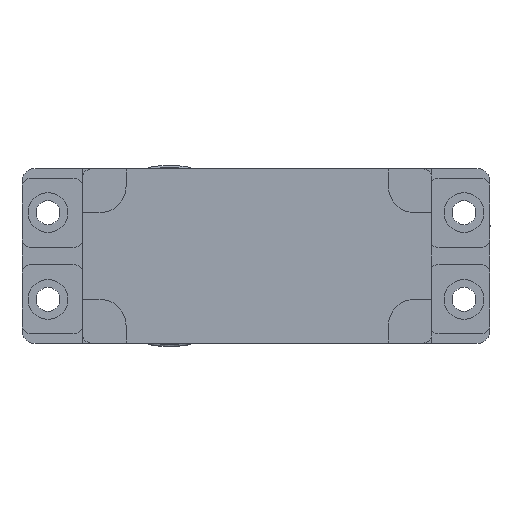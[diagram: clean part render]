
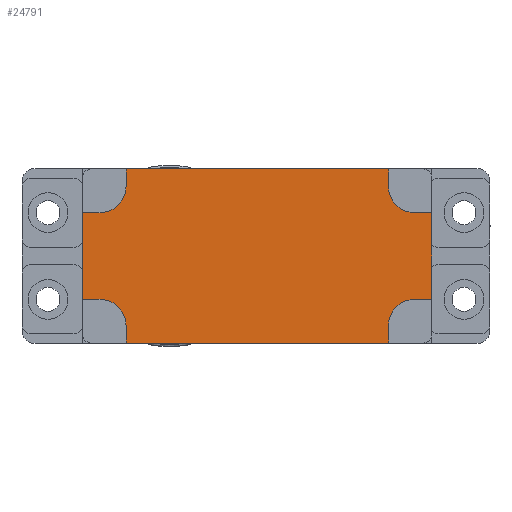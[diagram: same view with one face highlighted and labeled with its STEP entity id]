
A CAD part, front view. The second image highlights one B-rep face of the part: STEP entity #24791.
In plain terms, the highlighted planar face has unit normal (0, -1, 0).
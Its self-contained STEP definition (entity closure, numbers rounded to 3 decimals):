
#1792=CIRCLE('',#28131,3.);
#1793=CIRCLE('',#28132,3.);
#1794=CIRCLE('',#28133,3.);
#1795=CIRCLE('',#28134,3.);
#3600=LINE('',#41650,#5877);
#3601=LINE('',#41652,#5878);
#3602=LINE('',#41654,#5879);
#3603=LINE('',#41658,#5880);
#3604=LINE('',#41660,#5881);
#3605=LINE('',#41662,#5882);
#3606=LINE('',#41666,#5883);
#3607=LINE('',#41668,#5884);
#3608=LINE('',#41670,#5885);
#3609=LINE('',#41674,#5886);
#3610=LINE('',#41676,#5887);
#3611=LINE('',#41678,#5888);
#5877=VECTOR('',#33237,2.05);
#5878=VECTOR('',#33238,30.3);
#5879=VECTOR('',#33239,2.05);
#5880=VECTOR('',#33242,2.);
#5881=VECTOR('',#33243,10.);
#5882=VECTOR('',#33244,2.);
#5883=VECTOR('',#33247,2.05);
#5884=VECTOR('',#33248,30.3);
#5885=VECTOR('',#33249,2.05);
#5886=VECTOR('',#33252,2.);
#5887=VECTOR('',#33253,10.);
#5888=VECTOR('',#33254,2.);
#7525=FACE_OUTER_BOUND('',#8412,.T.);
#8412=EDGE_LOOP('',(#19991,#19992,#19993,#19994,#19995,#19996,#19997,#19998,
#19999,#20000,#20001,#20002,#20003,#20004,#20005,#20006));
#11250=VERTEX_POINT('',#41648);
#11251=VERTEX_POINT('',#41649);
#11252=VERTEX_POINT('',#41651);
#11253=VERTEX_POINT('',#41653);
#11254=VERTEX_POINT('',#41655);
#11255=VERTEX_POINT('',#41657);
#11256=VERTEX_POINT('',#41659);
#11257=VERTEX_POINT('',#41661);
#11258=VERTEX_POINT('',#41663);
#11259=VERTEX_POINT('',#41665);
#11260=VERTEX_POINT('',#41667);
#11261=VERTEX_POINT('',#41669);
#11262=VERTEX_POINT('',#41671);
#11263=VERTEX_POINT('',#41673);
#11264=VERTEX_POINT('',#41675);
#11265=VERTEX_POINT('',#41677);
#15571=EDGE_CURVE('',#11250,#11251,#3600,.T.);
#15572=EDGE_CURVE('',#11251,#11252,#3601,.T.);
#15573=EDGE_CURVE('',#11252,#11253,#3602,.T.);
#15574=EDGE_CURVE('',#11253,#11254,#1792,.T.);
#15575=EDGE_CURVE('',#11254,#11255,#3603,.T.);
#15576=EDGE_CURVE('',#11255,#11256,#3604,.T.);
#15577=EDGE_CURVE('',#11256,#11257,#3605,.T.);
#15578=EDGE_CURVE('',#11257,#11258,#1793,.T.);
#15579=EDGE_CURVE('',#11258,#11259,#3606,.T.);
#15580=EDGE_CURVE('',#11259,#11260,#3607,.T.);
#15581=EDGE_CURVE('',#11260,#11261,#3608,.T.);
#15582=EDGE_CURVE('',#11261,#11262,#1794,.T.);
#15583=EDGE_CURVE('',#11262,#11263,#3609,.T.);
#15584=EDGE_CURVE('',#11263,#11264,#3610,.T.);
#15585=EDGE_CURVE('',#11264,#11265,#3611,.T.);
#15586=EDGE_CURVE('',#11265,#11250,#1795,.T.);
#19991=ORIENTED_EDGE('',*,*,#15571,.T.);
#19992=ORIENTED_EDGE('',*,*,#15572,.T.);
#19993=ORIENTED_EDGE('',*,*,#15573,.T.);
#19994=ORIENTED_EDGE('',*,*,#15574,.T.);
#19995=ORIENTED_EDGE('',*,*,#15575,.T.);
#19996=ORIENTED_EDGE('',*,*,#15576,.T.);
#19997=ORIENTED_EDGE('',*,*,#15577,.T.);
#19998=ORIENTED_EDGE('',*,*,#15578,.T.);
#19999=ORIENTED_EDGE('',*,*,#15579,.T.);
#20000=ORIENTED_EDGE('',*,*,#15580,.T.);
#20001=ORIENTED_EDGE('',*,*,#15581,.T.);
#20002=ORIENTED_EDGE('',*,*,#15582,.T.);
#20003=ORIENTED_EDGE('',*,*,#15583,.T.);
#20004=ORIENTED_EDGE('',*,*,#15584,.T.);
#20005=ORIENTED_EDGE('',*,*,#15585,.T.);
#20006=ORIENTED_EDGE('',*,*,#15586,.T.);
#22721=PLANE('',#28130);
#24791=ADVANCED_FACE('',(#7525),#22721,.T.);
#28130=AXIS2_PLACEMENT_3D('',#41647,#33235,#33236);
#28131=AXIS2_PLACEMENT_3D('',#41656,#33240,#33241);
#28132=AXIS2_PLACEMENT_3D('',#41664,#33245,#33246);
#28133=AXIS2_PLACEMENT_3D('',#41672,#33250,#33251);
#28134=AXIS2_PLACEMENT_3D('',#41679,#33255,#33256);
#33235=DIRECTION('center_axis',(0.,-1.,0.));
#33236=DIRECTION('ref_axis',(0.,0.,-1.));
#33237=DIRECTION('',(0.,0.,-1.));
#33238=DIRECTION('',(1.,0.,0.));
#33239=DIRECTION('',(0.,0.,1.));
#33240=DIRECTION('center_axis',(0.,1.,0.));
#33241=DIRECTION('ref_axis',(0.,0.,1.));
#33242=DIRECTION('',(1.,0.,0.));
#33243=DIRECTION('',(0.,0.,1.));
#33244=DIRECTION('',(-1.,0.,0.));
#33245=DIRECTION('center_axis',(0.,1.,0.));
#33246=DIRECTION('ref_axis',(-1.,0.,0.));
#33247=DIRECTION('',(0.,0.,1.));
#33248=DIRECTION('',(-1.,0.,0.));
#33249=DIRECTION('',(0.,0.,-1.));
#33250=DIRECTION('center_axis',(0.,1.,0.));
#33251=DIRECTION('ref_axis',(0.,0.,-1.));
#33252=DIRECTION('',(-1.,0.,0.));
#33253=DIRECTION('',(0.,0.,-1.));
#33254=DIRECTION('',(1.,0.,0.));
#33255=DIRECTION('center_axis',(0.,1.,0.));
#33256=DIRECTION('ref_axis',(1.,0.,0.));
#41647=CARTESIAN_POINT('Origin',(10.15,-23.8,-10.05));
#41648=CARTESIAN_POINT('',(-5.,-23.8,-8.));
#41649=CARTESIAN_POINT('',(-5.,-23.8,-10.05));
#41650=CARTESIAN_POINT('',(-5.,-23.8,-8.));
#41651=CARTESIAN_POINT('',(25.3,-23.8,-10.05));
#41652=CARTESIAN_POINT('',(-5.,-23.8,-10.05));
#41653=CARTESIAN_POINT('',(25.3,-23.8,-8.));
#41654=CARTESIAN_POINT('',(25.3,-23.8,-10.05));
#41655=CARTESIAN_POINT('',(28.3,-23.8,-5.));
#41656=CARTESIAN_POINT('Origin',(28.3,-23.8,-8.));
#41657=CARTESIAN_POINT('',(30.3,-23.8,-5.));
#41658=CARTESIAN_POINT('',(28.3,-23.8,-5.));
#41659=CARTESIAN_POINT('',(30.3,-23.8,5.));
#41660=CARTESIAN_POINT('',(30.3,-23.8,-5.));
#41661=CARTESIAN_POINT('',(28.3,-23.8,5.));
#41662=CARTESIAN_POINT('',(30.3,-23.8,5.));
#41663=CARTESIAN_POINT('',(25.3,-23.8,8.));
#41664=CARTESIAN_POINT('Origin',(28.3,-23.8,8.));
#41665=CARTESIAN_POINT('',(25.3,-23.8,10.05));
#41666=CARTESIAN_POINT('',(25.3,-23.8,8.));
#41667=CARTESIAN_POINT('',(-5.,-23.8,10.05));
#41668=CARTESIAN_POINT('',(25.3,-23.8,10.05));
#41669=CARTESIAN_POINT('',(-5.,-23.8,8.));
#41670=CARTESIAN_POINT('',(-5.,-23.8,10.05));
#41671=CARTESIAN_POINT('',(-8.,-23.8,5.));
#41672=CARTESIAN_POINT('Origin',(-8.,-23.8,8.));
#41673=CARTESIAN_POINT('',(-10.,-23.8,5.));
#41674=CARTESIAN_POINT('',(-8.,-23.8,5.));
#41675=CARTESIAN_POINT('',(-10.,-23.8,-5.));
#41676=CARTESIAN_POINT('',(-10.,-23.8,5.));
#41677=CARTESIAN_POINT('',(-8.,-23.8,-5.));
#41678=CARTESIAN_POINT('',(-10.,-23.8,-5.));
#41679=CARTESIAN_POINT('Origin',(-8.,-23.8,-8.));
